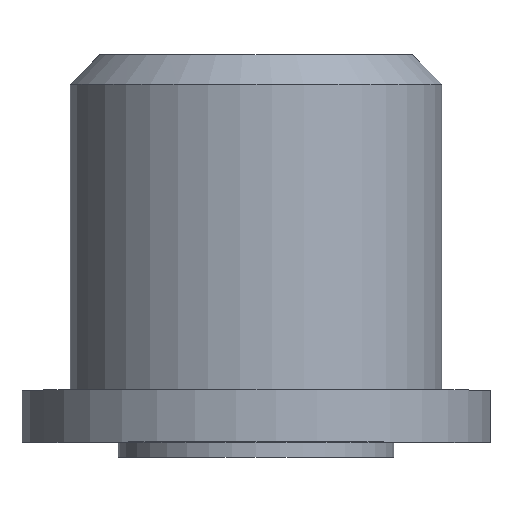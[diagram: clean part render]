
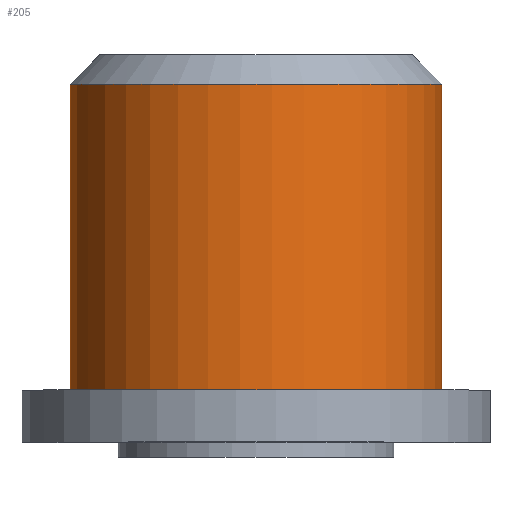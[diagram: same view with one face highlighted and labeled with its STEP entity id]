
A CAD part, top view. The second image highlights one B-rep face of the part: STEP entity #205.
In plain terms, the highlighted cylindrical face has radius 3.175 mm (diameter 6.35 mm), a partial arc.
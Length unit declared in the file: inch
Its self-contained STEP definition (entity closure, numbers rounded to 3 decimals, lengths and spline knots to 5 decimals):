
#26=LINE('',#315,#40);
#33=LINE('',#334,#47);
#40=VECTOR('',#252,0.205);
#47=VECTOR('',#265,0.205);
#70=FACE_OUTER_BOUND('',#86,.T.);
#86=EDGE_LOOP('',(#185,#186,#187,#188));
#92=CIRCLE('',#217,0.125);
#97=CIRCLE('',#227,0.125);
#106=VERTEX_POINT('',#310);
#107=VERTEX_POINT('',#314);
#110=VERTEX_POINT('',#322);
#113=VERTEX_POINT('',#332);
#126=EDGE_CURVE('',#106,#107,#26,.T.);
#131=EDGE_CURVE('',#106,#110,#92,.T.);
#135=EDGE_CURVE('',#113,#110,#33,.F.);
#140=EDGE_CURVE('',#107,#113,#97,.T.);
#185=ORIENTED_EDGE('',*,*,#126,.F.);
#186=ORIENTED_EDGE('',*,*,#131,.T.);
#187=ORIENTED_EDGE('',*,*,#135,.F.);
#188=ORIENTED_EDGE('',*,*,#140,.F.);
#194=CYLINDRICAL_SURFACE('',#228,0.125);
#205=ADVANCED_FACE('',(#70),#194,.T.);
#217=AXIS2_PLACEMENT_3D('',#326,#258,#259);
#227=AXIS2_PLACEMENT_3D('',#345,#282,#283);
#228=AXIS2_PLACEMENT_3D('',#346,#284,#285);
#252=DIRECTION('',(0.,-1.,0.));
#258=DIRECTION('center_axis',(0.,-1.,0.));
#259=DIRECTION('ref_axis',(0.,0.,-1.));
#265=DIRECTION('',(0.,-1.,0.));
#282=DIRECTION('center_axis',(0.,-1.,0.));
#283=DIRECTION('ref_axis',(0.,0.,-1.));
#284=DIRECTION('center_axis',(0.,1.,0.));
#285=DIRECTION('ref_axis',(0.,0.,-1.));
#310=CARTESIAN_POINT('',(0.0155,0.26,-0.12404));
#314=CARTESIAN_POINT('',(0.0155,0.055,-0.12404));
#315=CARTESIAN_POINT('',(0.0155,0.005,-0.12404));
#322=CARTESIAN_POINT('',(-0.0155,0.26,-0.12404));
#326=CARTESIAN_POINT('Origin',(0.,0.26,0.));
#332=CARTESIAN_POINT('',(-0.0155,0.055,-0.12404));
#334=CARTESIAN_POINT('',(-0.0155,0.005,-0.12404));
#345=CARTESIAN_POINT('Origin',(0.,0.055,0.));
#346=CARTESIAN_POINT('Origin',(0.,0.005,0.));
